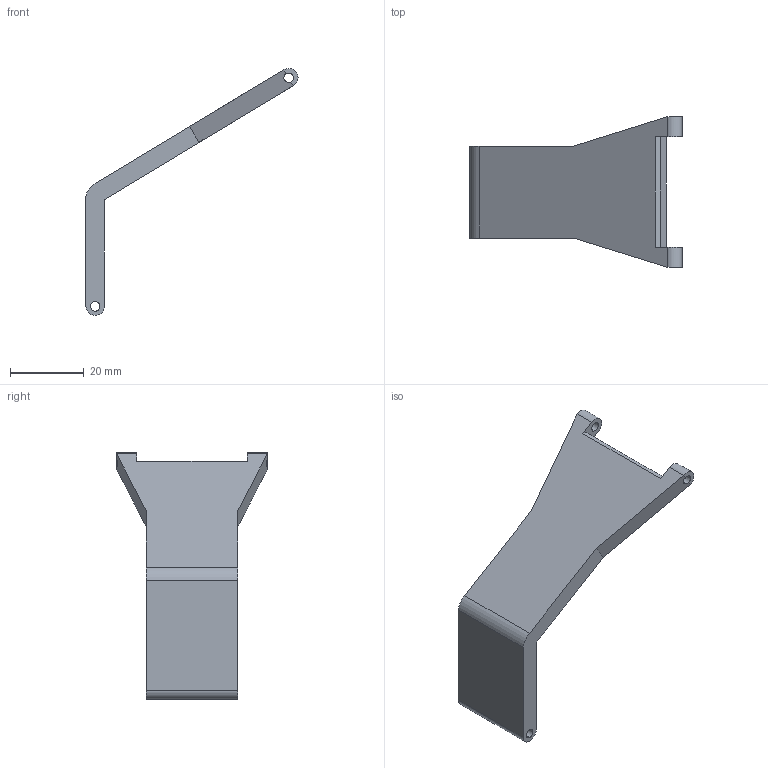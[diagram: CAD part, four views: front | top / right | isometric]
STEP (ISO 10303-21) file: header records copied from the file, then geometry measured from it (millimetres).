
FILE_DESCRIPTION (( 'STEP AP214' ), '1' );
FILE_NAME ('hand.STEP', '2023-03-16T10:22:53', ( '' ), ( '' ), 'SwSTEP 2.0', 'SolidWorks 2021', '' );
FILE_SCHEMA (( 'AUTOMOTIVE_DESIGN' ));
Length unit declared in the file: millimetre
Products named in the file (1): hand
Bounding box: 57.69 x 41 x 67.23 mm (x, y, z)
Volume: 12485.5 mm3; surface area: 6578.2 mm2
Topology: 1 solids, 1 shells, 30 faces, 86 edges, 56 vertices
Faces by surface type: plane 19, cylinder 11
Entity records: 1026 total; most frequent: CARTESIAN_POINT 185, ORIENTED_EDGE 172, DIRECTION 166, EDGE_CURVE 86, VECTOR 60, LINE 60, VERTEX_POINT 56, AXIS2_PLACEMENT_3D 53
